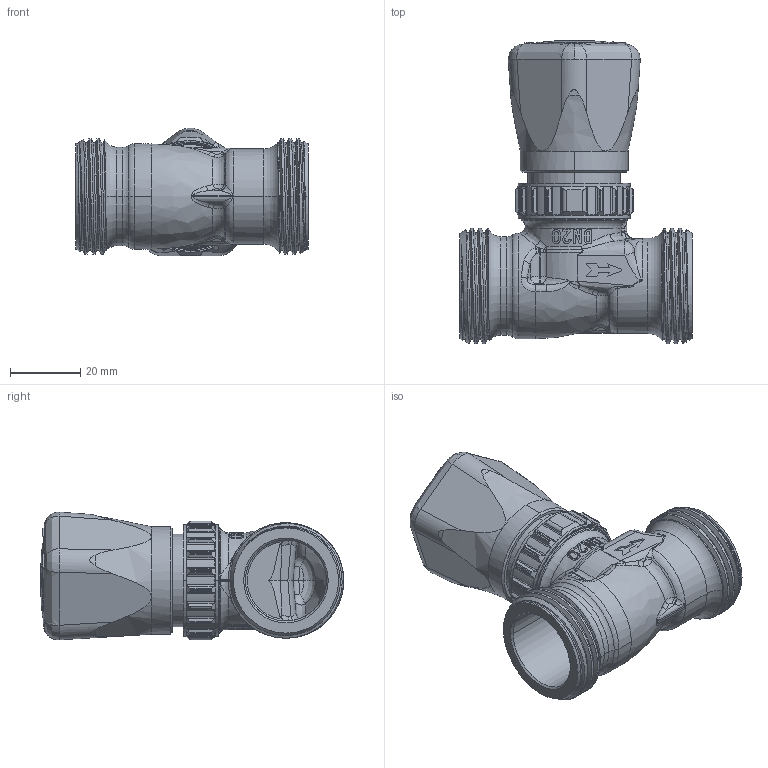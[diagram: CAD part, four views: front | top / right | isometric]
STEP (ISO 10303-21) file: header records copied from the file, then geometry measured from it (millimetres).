
FILE_DESCRIPTION((''),'2;1');
FILE_NAME('2072-03-000-MIT-HANDR_SW0001','2016-06-03T',('marann'),(''),'PRO/ENGINEER BY PARAMETRIC TECHNOLOGY CORPORATION, 2011490','PRO/ENGINEER BY PARAMETRIC TECHNOLOGY CORPORATION, 2011490','');
FILE_SCHEMA(('CONFIG_CONTROL_DESIGN'));
Products named in the file (1): 2072-03-000-MIT-HANDR_SW0001
Bounding box: 66 x 86.17 x 36.28 mm (x, y, z)
Surface area: 33286.4 mm2 (no closed solid volume)
Topology: 0 solids, 1 shells, 1343 faces, 3581 edges, 2258 vertices
Faces by surface type: cylinder 407, plane 370, bspline 266, cone 121, torus 103, extrusion 65, sphere 11
Entity records: 66622 total; most frequent: CARTESIAN_POINT 36390, ORIENTED_EDGE 7150, DIRECTION 5148, EDGE_CURVE 3575, VERTEX_POINT 2256, AXIS2_PLACEMENT_3D 1973, B_SPLINE_CURVE_WITH_KNOTS 1542, EDGE_LOOP 1397
